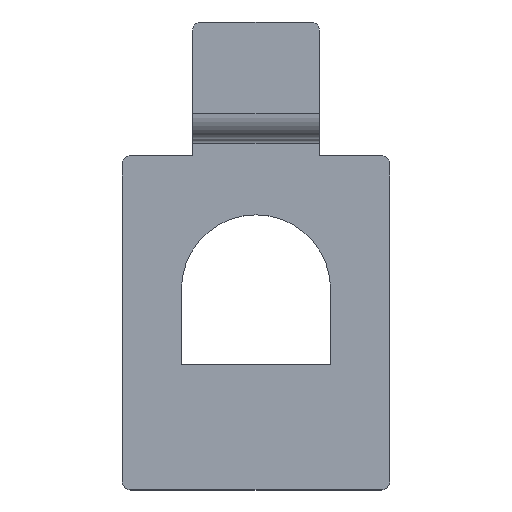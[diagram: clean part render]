
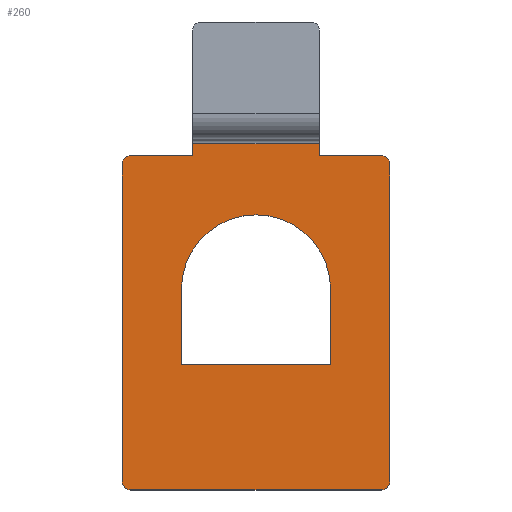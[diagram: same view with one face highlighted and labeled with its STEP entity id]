
A CAD part, top view. The second image highlights one B-rep face of the part: STEP entity #260.
In plain terms, the highlighted planar face has unit normal (0, 0, 1).
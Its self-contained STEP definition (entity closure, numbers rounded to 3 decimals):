
#15 = VERTEX_POINT ( 'NONE', #736 ) ;
#17 = VERTEX_POINT ( 'NONE', #584 ) ;
#22 = VERTEX_POINT ( 'NONE', #42 ) ;
#29 = DIRECTION ( 'NONE',  ( 0., 0., -1. ) ) ;
#32 = ORIENTED_EDGE ( 'NONE', *, *, #427, .T. ) ;
#36 = VERTEX_POINT ( 'NONE', #259 ) ;
#41 = EDGE_CURVE ( 'NONE', #713, #36, #202, .T. ) ;
#42 = CARTESIAN_POINT ( 'NONE',  ( -3.8, 10.025, 0.75 ) ) ;
#48 = VERTEX_POINT ( 'NONE', #399 ) ;
#49 = CARTESIAN_POINT ( 'NONE',  ( 4.475, -2.475, 0.75 ) ) ;
#52 = CIRCLE ( 'NONE', #613, 0.5 ) ;
#53 = DIRECTION ( 'NONE',  ( -1., 0., 0. ) ) ;
#60 = LINE ( 'NONE', #516, #850 ) ;
#62 = CARTESIAN_POINT ( 'NONE',  ( 8.025, 10.025, 0.75 ) ) ;
#76 = CARTESIAN_POINT ( 'NONE',  ( -7.525, -10.025, 0.75 ) ) ;
#78 = DIRECTION ( 'NONE',  ( 0., 1., 0. ) ) ;
#92 = VERTEX_POINT ( 'NONE', #154 ) ;
#98 = ORIENTED_EDGE ( 'NONE', *, *, #755, .T. ) ;
#102 = AXIS2_PLACEMENT_3D ( 'NONE', #580, #205, #574 ) ;
#114 = ORIENTED_EDGE ( 'NONE', *, *, #720, .T. ) ;
#119 = VECTOR ( 'NONE', #189, 1000. ) ;
#120 = CARTESIAN_POINT ( 'NONE',  ( -4.475, 2., 0.75 ) ) ;
#121 = EDGE_LOOP ( 'NONE', ( #728, #501, #231, #860, #866 ) ) ;
#129 = CARTESIAN_POINT ( 'NONE',  ( 4.475, 2., 0.75 ) ) ;
#130 = CARTESIAN_POINT ( 'NONE',  ( 7.525, 9.525, 0.75 ) ) ;
#140 = DIRECTION ( 'NONE',  ( 0., 0., -1. ) ) ;
#144 = DIRECTION ( 'NONE',  ( 0., 0., 1. ) ) ;
#145 = EDGE_CURVE ( 'NONE', #36, #402, #508, .T. ) ;
#152 = LINE ( 'NONE', #368, #777 ) ;
#154 = CARTESIAN_POINT ( 'NONE',  ( 3.8, 10.725, 0.75 ) ) ;
#167 = VERTEX_POINT ( 'NONE', #76 ) ;
#189 = DIRECTION ( 'NONE',  ( 0., -1., 0. ) ) ;
#202 = CIRCLE ( 'NONE', #972, 4.475 ) ;
#203 = CIRCLE ( 'NONE', #845, 0.5 ) ;
#205 = DIRECTION ( 'NONE',  ( 0., 0., 1. ) ) ;
#209 = DIRECTION ( 'NONE',  ( 0., 1., 0. ) ) ;
#215 = EDGE_CURVE ( 'NONE', #92, #15, #152, .T. ) ;
#216 = PLANE ( 'NONE',  #258 ) ;
#223 = DIRECTION ( 'NONE',  ( 0., 0., 1. ) ) ;
#229 = LINE ( 'NONE', #704, #256 ) ;
#231 = ORIENTED_EDGE ( 'NONE', *, *, #145, .T. ) ;
#232 = DIRECTION ( 'NONE',  ( -1., 0., 0. ) ) ;
#237 = ORIENTED_EDGE ( 'NONE', *, *, #909, .T. ) ;
#256 = VECTOR ( 'NONE', #313, 1000. ) ;
#258 = AXIS2_PLACEMENT_3D ( 'NONE', #62, #677, #837 ) ;
#259 = CARTESIAN_POINT ( 'NONE',  ( 0., 6.475, 0.75 ) ) ;
#260 = ADVANCED_FACE ( 'NONE', ( #766, #693 ), #216, .F. ) ;
#261 = LINE ( 'NONE', #725, #834 ) ;
#262 = VERTEX_POINT ( 'NONE', #829 ) ;
#310 = CARTESIAN_POINT ( 'NONE',  ( 8.025, -10.025, 0.75 ) ) ;
#313 = DIRECTION ( 'NONE',  ( 0., 1., 0. ) ) ;
#327 = ORIENTED_EDGE ( 'NONE', *, *, #638, .F. ) ;
#329 = ORIENTED_EDGE ( 'NONE', *, *, #602, .T. ) ;
#333 = EDGE_CURVE ( 'NONE', #22, #406, #369, .T. ) ;
#336 = DIRECTION ( 'NONE',  ( 0., 1., 0. ) ) ;
#353 = ORIENTED_EDGE ( 'NONE', *, *, #215, .T. ) ;
#362 = CARTESIAN_POINT ( 'NONE',  ( 4.475, -2.475, 0.75 ) ) ;
#368 = CARTESIAN_POINT ( 'NONE',  ( -3.8, 10.725, 0.75 ) ) ;
#369 = LINE ( 'NONE', #974, #836 ) ;
#370 = LINE ( 'NONE', #522, #938 ) ;
#372 = CIRCLE ( 'NONE', #925, 0.5 ) ;
#379 = CARTESIAN_POINT ( 'NONE',  ( 8.025, -9.525, 0.75 ) ) ;
#399 = CARTESIAN_POINT ( 'NONE',  ( -8.025, -9.525, 0.75 ) ) ;
#402 = VERTEX_POINT ( 'NONE', #129 ) ;
#406 = VERTEX_POINT ( 'NONE', #964 ) ;
#410 = CARTESIAN_POINT ( 'NONE',  ( 0., 2., 0.75 ) ) ;
#419 = VECTOR ( 'NONE', #817, 1000. ) ;
#424 = DIRECTION ( 'NONE',  ( 0., -1., 0. ) ) ;
#427 = EDGE_CURVE ( 'NONE', #934, #805, #528, .T. ) ;
#430 = LINE ( 'NONE', #744, #431 ) ;
#431 = VECTOR ( 'NONE', #53, 1000. ) ;
#456 = CARTESIAN_POINT ( 'NONE',  ( 0., 2., 0.75 ) ) ;
#485 = VERTEX_POINT ( 'NONE', #49 ) ;
#490 = EDGE_CURVE ( 'NONE', #262, #17, #430, .T. ) ;
#496 = VERTEX_POINT ( 'NONE', #680 ) ;
#497 = CARTESIAN_POINT ( 'NONE',  ( -8.025, 9.525, 0.75 ) ) ;
#498 = VECTOR ( 'NONE', #750, 1000. ) ;
#501 = ORIENTED_EDGE ( 'NONE', *, *, #41, .T. ) ;
#504 = ORIENTED_EDGE ( 'NONE', *, *, #955, .T. ) ;
#508 = CIRCLE ( 'NONE', #772, 4.475 ) ;
#516 = CARTESIAN_POINT ( 'NONE',  ( 4.475, 2., 0.75 ) ) ;
#522 = CARTESIAN_POINT ( 'NONE',  ( 8.025, 10.025, 0.75 ) ) ;
#528 = CIRCLE ( 'NONE', #102, 0.5 ) ;
#530 = DIRECTION ( 'NONE',  ( 0., 1., 0. ) ) ;
#544 = DIRECTION ( 'NONE',  ( 0., 0., 1. ) ) ;
#574 = DIRECTION ( 'NONE',  ( 0., 1., 0. ) ) ;
#578 = EDGE_CURVE ( 'NONE', #745, #805, #370, .T. ) ;
#580 = CARTESIAN_POINT ( 'NONE',  ( 7.525, -9.525, 0.75 ) ) ;
#584 = CARTESIAN_POINT ( 'NONE',  ( 3.8, 10.025, 0.75 ) ) ;
#600 = VECTOR ( 'NONE', #232, 1000. ) ;
#602 = EDGE_CURVE ( 'NONE', #48, #167, #203, .T. ) ;
#613 = AXIS2_PLACEMENT_3D ( 'NONE', #984, #223, #530 ) ;
#638 = EDGE_CURVE ( 'NONE', #92, #17, #822, .T. ) ;
#646 = EDGE_LOOP ( 'NONE', ( #811, #32, #721, #98, #796, #327, #353, #114, #724, #237, #504, #329 ) ) ;
#668 = CARTESIAN_POINT ( 'NONE',  ( -3.8, 10.025, 0.75 ) ) ;
#677 = DIRECTION ( 'NONE',  ( 0., 0., -1. ) ) ;
#680 = CARTESIAN_POINT ( 'NONE',  ( -4.475, -2.475, 0.75 ) ) ;
#681 = EDGE_CURVE ( 'NONE', #485, #496, #746, .T. ) ;
#685 = EDGE_CURVE ( 'NONE', #402, #485, #60, .T. ) ;
#690 = DIRECTION ( 'NONE',  ( -1., 0., 0. ) ) ;
#693 = FACE_OUTER_BOUND ( 'NONE', #646, .T. ) ;
#695 = CARTESIAN_POINT ( 'NONE',  ( -7.525, -9.525, 0.75 ) ) ;
#704 = CARTESIAN_POINT ( 'NONE',  ( -4.475, 2., 0.75 ) ) ;
#713 = VERTEX_POINT ( 'NONE', #120 ) ;
#720 = EDGE_CURVE ( 'NONE', #15, #22, #949, .T. ) ;
#721 = ORIENTED_EDGE ( 'NONE', *, *, #578, .F. ) ;
#724 = ORIENTED_EDGE ( 'NONE', *, *, #333, .T. ) ;
#725 = CARTESIAN_POINT ( 'NONE',  ( -8.025, 10.025, 0.75 ) ) ;
#727 = VERTEX_POINT ( 'NONE', #497 ) ;
#728 = ORIENTED_EDGE ( 'NONE', *, *, #848, .T. ) ;
#736 = CARTESIAN_POINT ( 'NONE',  ( -3.8, 10.725, 0.75 ) ) ;
#744 = CARTESIAN_POINT ( 'NONE',  ( 8.025, 10.025, 0.75 ) ) ;
#745 = VERTEX_POINT ( 'NONE', #962 ) ;
#746 = LINE ( 'NONE', #362, #419 ) ;
#750 = DIRECTION ( 'NONE',  ( 0., -1., 0. ) ) ;
#755 = EDGE_CURVE ( 'NONE', #745, #262, #372, .T. ) ;
#760 = EDGE_CURVE ( 'NONE', #934, #167, #769, .T. ) ;
#761 = DIRECTION ( 'NONE',  ( 0., 1., 0. ) ) ;
#766 = FACE_BOUND ( 'NONE', #121, .T. ) ;
#769 = LINE ( 'NONE', #310, #600 ) ;
#772 = AXIS2_PLACEMENT_3D ( 'NONE', #456, #140, #209 ) ;
#777 = VECTOR ( 'NONE', #828, 1000. ) ;
#796 = ORIENTED_EDGE ( 'NONE', *, *, #490, .T. ) ;
#798 = CARTESIAN_POINT ( 'NONE',  ( 7.525, -10.025, 0.75 ) ) ;
#805 = VERTEX_POINT ( 'NONE', #379 ) ;
#811 = ORIENTED_EDGE ( 'NONE', *, *, #760, .F. ) ;
#817 = DIRECTION ( 'NONE',  ( -1., 0., 0. ) ) ;
#822 = LINE ( 'NONE', #886, #498 ) ;
#828 = DIRECTION ( 'NONE',  ( -1., 0., 0. ) ) ;
#829 = CARTESIAN_POINT ( 'NONE',  ( 7.525, 10.025, 0.75 ) ) ;
#832 = DIRECTION ( 'NONE',  ( 0., -1., 0. ) ) ;
#834 = VECTOR ( 'NONE', #869, 1000. ) ;
#836 = VECTOR ( 'NONE', #690, 1000. ) ;
#837 = DIRECTION ( 'NONE',  ( 0., 1., 0. ) ) ;
#845 = AXIS2_PLACEMENT_3D ( 'NONE', #695, #144, #78 ) ;
#848 = EDGE_CURVE ( 'NONE', #496, #713, #229, .T. ) ;
#850 = VECTOR ( 'NONE', #424, 1000. ) ;
#860 = ORIENTED_EDGE ( 'NONE', *, *, #685, .T. ) ;
#866 = ORIENTED_EDGE ( 'NONE', *, *, #681, .T. ) ;
#869 = DIRECTION ( 'NONE',  ( 0., -1., 0. ) ) ;
#886 = CARTESIAN_POINT ( 'NONE',  ( 3.8, 10.025, 0.75 ) ) ;
#909 = EDGE_CURVE ( 'NONE', #406, #727, #52, .T. ) ;
#925 = AXIS2_PLACEMENT_3D ( 'NONE', #130, #544, #761 ) ;
#934 = VERTEX_POINT ( 'NONE', #798 ) ;
#938 = VECTOR ( 'NONE', #832, 1000. ) ;
#949 = LINE ( 'NONE', #668, #119 ) ;
#955 = EDGE_CURVE ( 'NONE', #727, #48, #261, .T. ) ;
#962 = CARTESIAN_POINT ( 'NONE',  ( 8.025, 9.525, 0.75 ) ) ;
#964 = CARTESIAN_POINT ( 'NONE',  ( -7.525, 10.025, 0.75 ) ) ;
#972 = AXIS2_PLACEMENT_3D ( 'NONE', #410, #29, #336 ) ;
#974 = CARTESIAN_POINT ( 'NONE',  ( 8.025, 10.025, 0.75 ) ) ;
#984 = CARTESIAN_POINT ( 'NONE',  ( -7.525, 9.525, 0.75 ) ) ;
